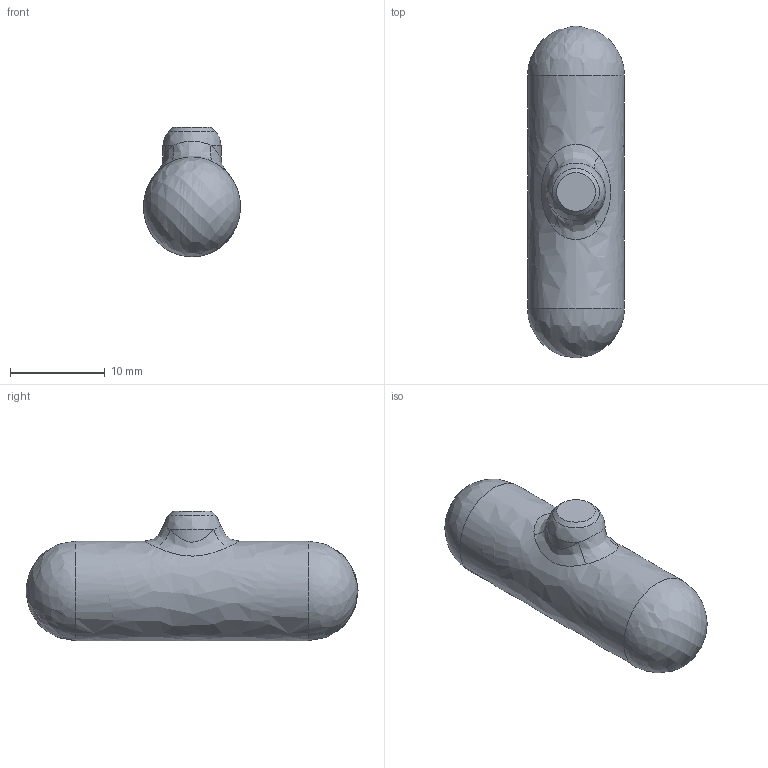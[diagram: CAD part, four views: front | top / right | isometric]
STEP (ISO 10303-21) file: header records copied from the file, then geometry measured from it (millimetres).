
FILE_DESCRIPTION(/* description */ (''),/* implementation_level */ '2;1');
FILE_NAME(/* name */ 'AVC v13.step',/* time_stamp */ '2025-06-16T17:40:36-04:00',/* author */ (''),/* organization */ (''),/* preprocessor_version */ 'ST-DEVELOPER v20.1',/* originating_system */ 'Autodesk Translation Framework v14.4.0.0',/* authorisation */ '');
FILE_SCHEMA (('AUTOMOTIVE_DESIGN { 1 0 10303 214 3 1 1 }'));
Length unit declared in the file: millimetre
Products named in the file (1): AVC Kevin v7 with AVC v1
Bounding box: 10.2 x 34.98 x 13.65 mm (x, y, z)
Volume: 2746.9 mm3; surface area: 1183.4 mm2
Topology: 1 solids, 1 shells, 12 faces, 35 edges, 21 vertices
Faces by surface type: bspline 8, cylinder 2, cone 1, plane 1
Entity records: 791 total; most frequent: CARTESIAN_POINT 497, ORIENTED_EDGE 62, DIRECTION 41, EDGE_CURVE 31, VERTEX_POINT 21, AXIS2_PLACEMENT_3D 20, B_SPLINE_CURVE_WITH_KNOTS 14, FACE_OUTER_BOUND 12
